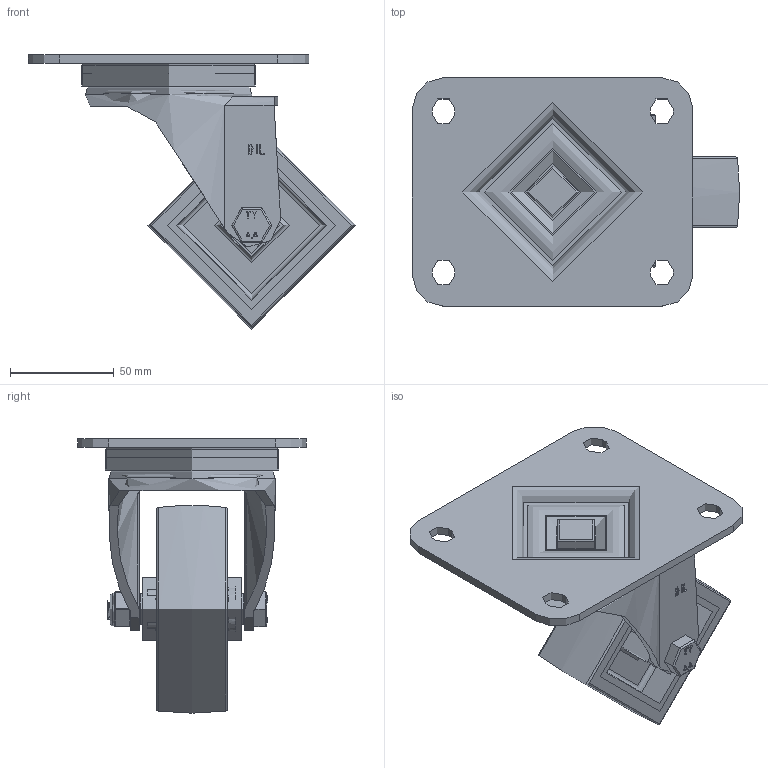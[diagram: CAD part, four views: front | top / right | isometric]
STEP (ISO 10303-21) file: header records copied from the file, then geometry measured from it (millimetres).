
FILE_DESCRIPTION(/* description */ (''),/* implementation_level */ '2;1');
FILE_NAME(/* name */ 'BZPH100NPB.step',/* time_stamp */ '2025-06-05T15:57:03+01:00',/* author */ (''),/* organization */ (''),/* preprocessor_version */ 'ST-DEVELOPER v20.1',/* originating_system */ 'Autodesk Translation Framework v14.10.0.0',/* authorisation */ '');
FILE_SCHEMA (('AUTOMOTIVE_DESIGN { 1 0 10303 214 3 1 1 }'));
Length unit declared in the file: millimetre
Products named in the file (22): BZPH100NPB; BZPH100AS v1; ZINC PLATED, PRESSED STEEL TOP PLATE; ZINC PLATED, PRESSED STEEL FORKS; BEARING SEAL; BZH100WNPRB61 v1; POLYURETHANE TYRE; NYLON RIM; NYLON RIM Geometry; CAP; ROLLER BEARING; CAGE; RIBS; Component4; TUBEM15X50 v1; ZINC PLATED AXLE TUBE; HEXBOLTM10X70Z8.8 v2; GRADE 8.8 THREADED ZINC PLATED BOLT; NYLOCM10Z v1; NYLOC NUT; RUBBER; NUT
Assembly tree (28 placements, depth 5):
  BZPH100NPB
    BZPH100AS v1
      ZINC PLATED, PRESSED STEEL TOP PLATE
      ZINC PLATED, PRESSED STEEL FORKS
      BEARING SEAL
    BZH100WNPRB61 v1
      POLYURETHANE TYRE
      NYLON RIM
        NYLON RIM Geometry
        CAP
      ROLLER BEARING
        CAGE
        RIBS
          Component4  x8
    TUBEM15X50 v1
      ZINC PLATED AXLE TUBE
    HEXBOLTM10X70Z8.8 v2
      GRADE 8.8 THREADED ZINC PLATED BOLT
    NYLOCM10Z v1
      NYLOC NUT
        RUBBER
        NUT
Bounding box: 157.5 x 110 x 132 mm (x, y, z)
Volume: 322110.5 mm3; surface area: 150228.1 mm2
Topology: 20 solids, 20 shells, 488 faces, 1171 edges, 741 vertices
Faces by surface type: plane 253, cylinder 147, bspline 51, torus 22, sphere 12, cone 3
Full cylindrical faces by diameter (mm): 4 x8, 8.141 x18, 9.85 x19, 10 x3, 10.2 x2, 10.5 x1, 12 x2, 15 x2, 15.5 x2, 16 x2, 21 x1, 23 x1, 23.5 x1, 25 x1, 26 x1, 26.9 x1, 27 x1, 28 x2, 30.5 x2, 32 x1, 51 x2, 72 x1, 80 x1, 81 x2, 82.5 x2, 83.5 x1
Entity records: 20644 total; most frequent: CARTESIAN_POINT 9126, ORIENTED_EDGE 2300, DIRECTION 2232, EDGE_CURVE 1150, AXIS2_PLACEMENT_3D 809, VERTEX_POINT 727, LINE 614, VECTOR 614
